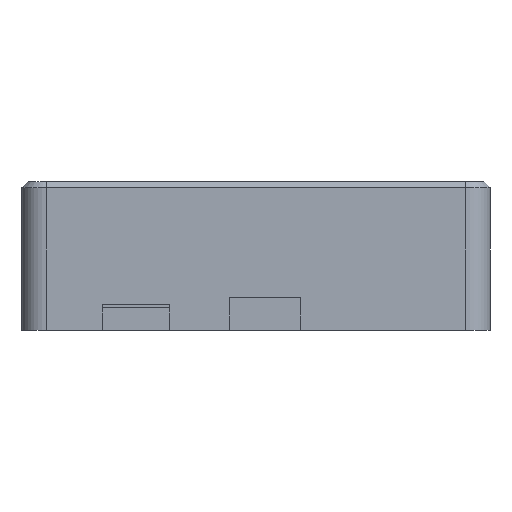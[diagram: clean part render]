
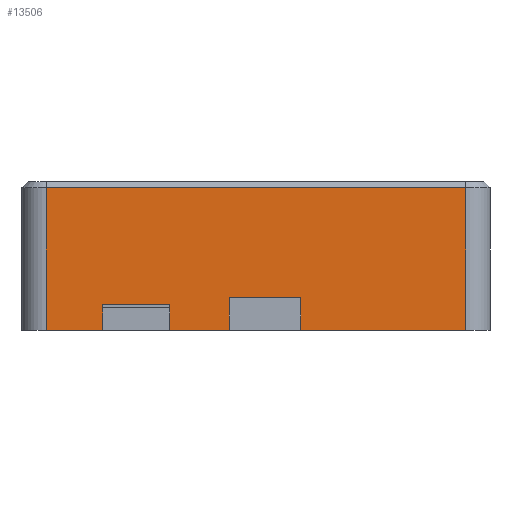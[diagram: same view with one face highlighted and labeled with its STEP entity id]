
A CAD part, front view. The second image highlights one B-rep face of the part: STEP entity #13506.
In plain terms, the highlighted planar face has unit normal (0, -1, 0).
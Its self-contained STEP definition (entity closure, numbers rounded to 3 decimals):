
#1817=FACE_OUTER_BOUND('',#2556,.T.);
#2556=EDGE_LOOP('',(#12301,#12302,#12303,#12304,#12305,#12306,#12307,#12308,
#12309,#12310,#12311,#12312));
#3713=LINE('',#25431,#4988);
#3715=LINE('',#25436,#4990);
#3717=LINE('',#25439,#4992);
#3718=LINE('',#25442,#4993);
#3783=LINE('',#25589,#5058);
#3808=LINE('',#25646,#5083);
#3820=LINE('',#25692,#5095);
#3823=LINE('',#25697,#5098);
#3824=LINE('',#25699,#5099);
#3825=LINE('',#25702,#5100);
#3826=LINE('',#25704,#5101);
#3827=LINE('',#25705,#5102);
#4988=VECTOR('',#15677,10.);
#4990=VECTOR('',#15681,10.);
#4992=VECTOR('',#15685,10.);
#4993=VECTOR('',#15688,10.);
#5058=VECTOR('',#15833,10.);
#5083=VECTOR('',#15876,10.);
#5095=VECTOR('',#15928,10.);
#5098=VECTOR('',#15933,10.);
#5099=VECTOR('',#15936,10.);
#5100=VECTOR('',#15939,10.);
#5101=VECTOR('',#15940,10.);
#5102=VECTOR('',#15941,10.);
#6377=VERTEX_POINT('',#25427);
#6378=VERTEX_POINT('',#25429);
#6379=VERTEX_POINT('',#25433);
#6380=VERTEX_POINT('',#25435);
#6381=VERTEX_POINT('',#25441);
#6423=VERTEX_POINT('',#25587);
#6445=VERTEX_POINT('',#25643);
#6446=VERTEX_POINT('',#25645);
#6460=VERTEX_POINT('',#25691);
#6461=VERTEX_POINT('',#25695);
#6462=VERTEX_POINT('',#25701);
#6463=VERTEX_POINT('',#25703);
#8297=EDGE_CURVE('',#6377,#6378,#3713,.T.);
#8299=EDGE_CURVE('',#6380,#6379,#3715,.T.);
#8301=EDGE_CURVE('',#6378,#6380,#3717,.T.);
#8302=EDGE_CURVE('',#6377,#6381,#3718,.T.);
#8375=EDGE_CURVE('',#6423,#6379,#3783,.T.);
#8403=EDGE_CURVE('',#6445,#6446,#3808,.T.);
#8425=EDGE_CURVE('',#6460,#6446,#3820,.T.);
#8428=EDGE_CURVE('',#6423,#6461,#3823,.T.);
#8429=EDGE_CURVE('',#6461,#6460,#3824,.T.);
#8430=EDGE_CURVE('',#6462,#6445,#3825,.T.);
#8431=EDGE_CURVE('',#6463,#6462,#3826,.T.);
#8432=EDGE_CURVE('',#6381,#6463,#3827,.T.);
#12301=ORIENTED_EDGE('',*,*,#8299,.T.);
#12302=ORIENTED_EDGE('',*,*,#8375,.F.);
#12303=ORIENTED_EDGE('',*,*,#8428,.T.);
#12304=ORIENTED_EDGE('',*,*,#8429,.T.);
#12305=ORIENTED_EDGE('',*,*,#8425,.T.);
#12306=ORIENTED_EDGE('',*,*,#8403,.F.);
#12307=ORIENTED_EDGE('',*,*,#8430,.F.);
#12308=ORIENTED_EDGE('',*,*,#8431,.F.);
#12309=ORIENTED_EDGE('',*,*,#8432,.F.);
#12310=ORIENTED_EDGE('',*,*,#8302,.F.);
#12311=ORIENTED_EDGE('',*,*,#8297,.T.);
#12312=ORIENTED_EDGE('',*,*,#8301,.T.);
#12816=PLANE('',#13928);
#13506=ADVANCED_FACE('',(#1817),#12816,.T.);
#13928=AXIS2_PLACEMENT_3D('',#25700,#15937,#15938);
#15677=DIRECTION('',(0.,0.,1.));
#15681=DIRECTION('',(0.,0.,-1.));
#15685=DIRECTION('',(1.,0.,0.));
#15688=DIRECTION('',(-1.,0.,0.));
#15833=DIRECTION('',(-1.,0.,0.));
#15876=DIRECTION('',(-1.,0.,0.));
#15928=DIRECTION('',(0.,0.,-1.));
#15933=DIRECTION('',(0.,0.,1.));
#15936=DIRECTION('',(1.,0.,0.));
#15937=DIRECTION('center_axis',(0.,-1.,0.));
#15938=DIRECTION('ref_axis',(-1.,0.,0.));
#15939=DIRECTION('',(0.,0.,-1.));
#15940=DIRECTION('',(1.,0.,0.));
#15941=DIRECTION('',(0.,0.,1.));
#25427=CARTESIAN_POINT('',(-25.15,-56.3,-22.8));
#25429=CARTESIAN_POINT('',(-25.15,-56.3,-18.6));
#25431=CARTESIAN_POINT('',(-25.15,-56.3,-10.6));
#25433=CARTESIAN_POINT('',(-14.15,-56.3,-22.8));
#25435=CARTESIAN_POINT('',(-14.15,-56.3,-18.6));
#25436=CARTESIAN_POINT('',(-14.15,-56.3,-10.6));
#25439=CARTESIAN_POINT('',(9.35,-56.3,-18.6));
#25441=CARTESIAN_POINT('',(-34.35,-56.3,-22.8));
#25442=CARTESIAN_POINT('',(-38.35,-56.3,-22.8));
#25587=CARTESIAN_POINT('',(-4.359,-56.3,-22.8));
#25589=CARTESIAN_POINT('',(-38.35,-56.3,-22.8));
#25643=CARTESIAN_POINT('',(34.35,-56.3,-22.8));
#25645=CARTESIAN_POINT('',(7.341,-56.3,-22.8));
#25646=CARTESIAN_POINT('',(-38.35,-56.3,-22.8));
#25691=CARTESIAN_POINT('',(7.341,-56.3,-17.4));
#25692=CARTESIAN_POINT('',(7.341,-56.3,-10.6));
#25695=CARTESIAN_POINT('',(-4.359,-56.3,-17.4));
#25697=CARTESIAN_POINT('',(-4.359,-56.3,-10.6));
#25699=CARTESIAN_POINT('',(19.92,-56.3,-17.4));
#25700=CARTESIAN_POINT('Origin',(38.35,-56.3,1.6));
#25701=CARTESIAN_POINT('',(34.35,-56.3,0.6));
#25702=CARTESIAN_POINT('',(34.35,-56.3,1.6));
#25703=CARTESIAN_POINT('',(-34.35,-56.3,0.6));
#25704=CARTESIAN_POINT('',(19.175,-56.3,0.6));
#25705=CARTESIAN_POINT('',(-34.35,-56.3,1.6));
